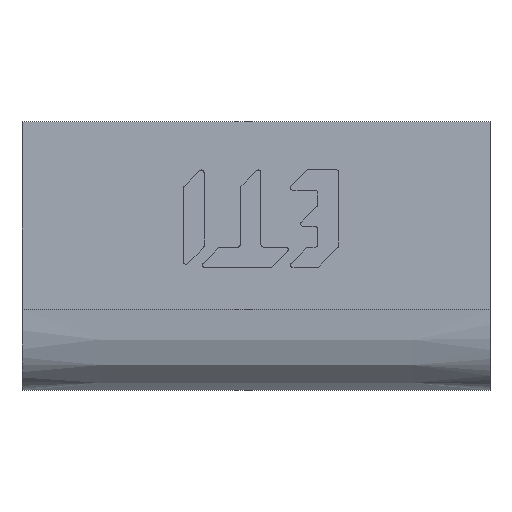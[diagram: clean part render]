
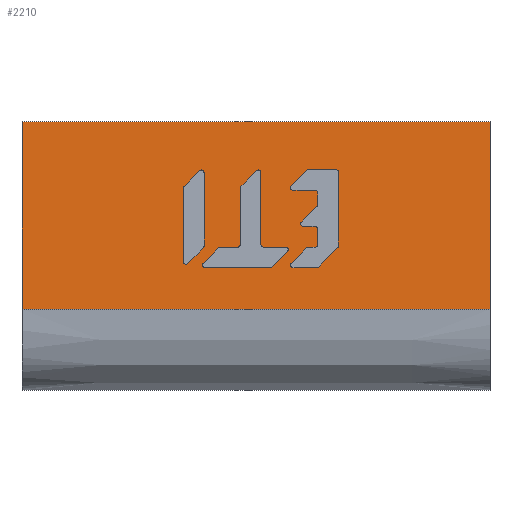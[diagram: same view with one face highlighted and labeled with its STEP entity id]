
A CAD part, top view. The second image highlights one B-rep face of the part: STEP entity #2210.
In plain terms, the highlighted planar face has unit normal (0, 0.046, 0.999).
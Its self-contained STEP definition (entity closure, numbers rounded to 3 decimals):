
#1586=CARTESIAN_POINT('',(-43.291,2.543,
-10.435));
#1591=DIRECTION('',(0.,0.999,-0.046));
#1592=VECTOR('',#1591,11.97);
#1593=CARTESIAN_POINT('',(-43.291,2.543,
-10.435));
#1594=LINE('',#1593,#1592);
#1687=DIRECTION('',(1.,0.,0.));
#1688=VECTOR('',#1687,29.8);
#1689=CARTESIAN_POINT('',(-73.091,2.543,
-10.435));
#1690=LINE('',#1689,#1688);
#1701=CARTESIAN_POINT('',(-73.091,2.543,
-10.435));
#1737=DIRECTION('',(0.,-0.999,0.046));
#1738=VECTOR('',#1737,11.97);
#1739=CARTESIAN_POINT('',(-73.091,14.5,-10.991));
#1740=LINE('',#1739,#1738);
#1884=DIRECTION('',(1.,0.,0.));
#1885=VECTOR('',#1884,29.8);
#1886=CARTESIAN_POINT('',(-73.091,14.5,-10.991));
#1887=LINE('',#1886,#1885);
#1892=VERTEX_POINT('',#1586);
#1893=CARTESIAN_POINT('',(-43.291,14.5,-10.991));
#1894=VERTEX_POINT('',#1893);
#1916=VERTEX_POINT('',#1701);
#1939=CARTESIAN_POINT('',(-73.091,14.5,-10.991));
#1940=VERTEX_POINT('',#1939);
#2199=CARTESIAN_POINT('',(-43.291,14.5,-10.991));
#2200=DIRECTION('',(0.,0.046,0.999));
#2201=DIRECTION('',(0.,-0.999,0.046));
#2202=AXIS2_PLACEMENT_3D('',#2199,#2200,#2201);
#2203=PLANE('',#2202);
#2204=ORIENTED_EDGE('',*,*,#2030,.F.);
#2205=ORIENTED_EDGE('',*,*,#2194,.T.);
#2206=ORIENTED_EDGE('',*,*,#1948,.F.);
#2207=ORIENTED_EDGE('',*,*,#1992,.F.);
#2208=EDGE_LOOP('',(#2204,#2205,#2206,#2207));
#2209=FACE_OUTER_BOUND('',#2208,.F.);
#1948=EDGE_CURVE('',#1892,#1894,#1594,.T.);
#1992=EDGE_CURVE('',#1916,#1892,#1690,.T.);
#2030=EDGE_CURVE('',#1940,#1916,#1740,.T.);
#2194=EDGE_CURVE('',#1940,#1894,#1887,.T.);
#2210=ADVANCED_FACE('',(#2209),#2203,.T.);
